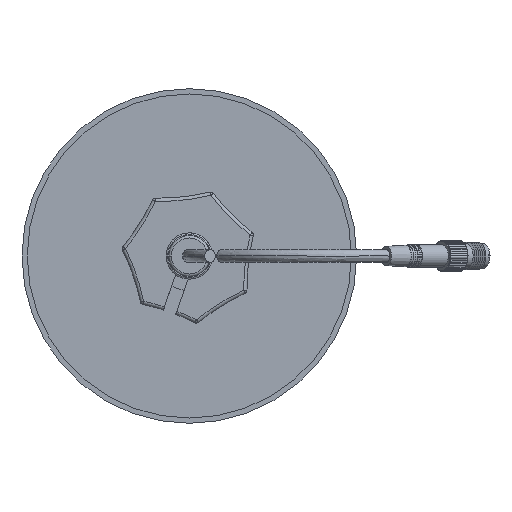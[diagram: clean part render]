
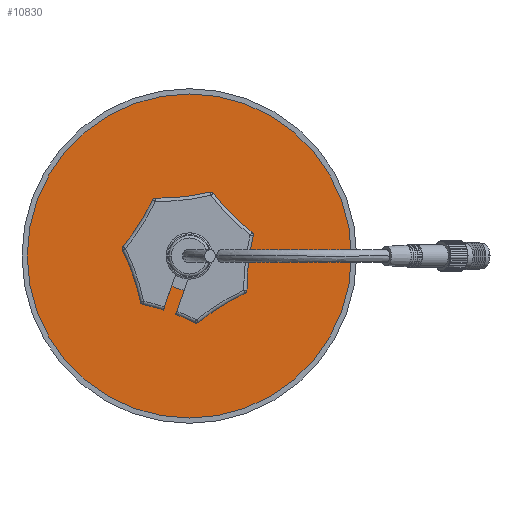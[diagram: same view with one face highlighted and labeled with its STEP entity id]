
A CAD part, front view. The second image highlights one B-rep face of the part: STEP entity #10830.
In plain terms, the highlighted planar face has unit normal (0, -1, 0).
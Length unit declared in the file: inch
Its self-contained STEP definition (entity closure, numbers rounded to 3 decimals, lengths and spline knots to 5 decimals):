
#55 = CIRCLE ( 'NONE', #6384, 2.47864 ) ;
#350 = DIRECTION ( 'NONE',  ( -1., 0., 0. ) ) ;
#355 = DIRECTION ( 'NONE',  ( -1., 0., 0. ) ) ;
#1592 = CARTESIAN_POINT ( 'NONE',  ( 2.47864, 1.60077, 0. ) ) ;
#1663 = CARTESIAN_POINT ( 'NONE',  ( 0., 1.60077, 0. ) ) ;
#2023 = CIRCLE ( 'NONE', #12350, 0.5315 ) ;
#2969 = AXIS2_PLACEMENT_3D ( 'NONE', #9669, #16518, #355 ) ;
#3840 = CIRCLE ( 'NONE', #2969, 0.5315 ) ;
#4103 = EDGE_CURVE ( 'NONE', #13456, #17076, #3840, .T. ) ;
#4334 = ORIENTED_EDGE ( 'NONE', *, *, #17114, .F. ) ;
#4378 = DIRECTION ( 'NONE',  ( 0., 1., 0. ) ) ;
#4842 = VERTEX_POINT ( 'NONE', #14598 ) ;
#6384 = AXIS2_PLACEMENT_3D ( 'NONE', #1663, #4378, #350 ) ;
#7116 = DIRECTION ( 'NONE',  ( -1., 0., 0. ) ) ;
#7127 = CARTESIAN_POINT ( 'NONE',  ( 0., 1.60077, 0. ) ) ;
#7246 = CARTESIAN_POINT ( 'NONE',  ( 2.47864, 1.60077, 0. ) ) ;
#7372 = DIRECTION ( 'NONE',  ( 0., 1., 0. ) ) ;
#8533 = PLANE ( 'NONE',  #8978 ) ;
#8755 = FACE_BOUND ( 'NONE', #11251, .T. ) ;
#8978 = AXIS2_PLACEMENT_3D ( 'NONE', #7246, #7372, #15308 ) ;
#9157 = EDGE_LOOP ( 'NONE', ( #4334, #11857 ) ) ;
#9669 = CARTESIAN_POINT ( 'NONE',  ( 0., 1.60077, 0. ) ) ;
#9942 = DIRECTION ( 'NONE',  ( 0., 1., 0. ) ) ;
#9993 = EDGE_CURVE ( 'NONE', #17076, #13456, #2023, .T. ) ;
#10042 = CIRCLE ( 'NONE', #13692, 2.47864 ) ;
#10830 = ADVANCED_FACE ( 'NONE', ( #14636, #8755 ), #8533, .F. ) ;
#11251 = EDGE_LOOP ( 'NONE', ( #12844, #16781 ) ) ;
#11857 = ORIENTED_EDGE ( 'NONE', *, *, #16470, .F. ) ;
#12350 = AXIS2_PLACEMENT_3D ( 'NONE', #7127, #9942, #16500 ) ;
#12435 = CARTESIAN_POINT ( 'NONE',  ( 0., 1.60077, 0. ) ) ;
#12451 = VERTEX_POINT ( 'NONE', #1592 ) ;
#12844 = ORIENTED_EDGE ( 'NONE', *, *, #4103, .T. ) ;
#13456 = VERTEX_POINT ( 'NONE', #15988 ) ;
#13692 = AXIS2_PLACEMENT_3D ( 'NONE', #12435, #15152, #7116 ) ;
#14598 = CARTESIAN_POINT ( 'NONE',  ( -2.47864, 1.60077, 0. ) ) ;
#14636 = FACE_OUTER_BOUND ( 'NONE', #9157, .T. ) ;
#14996 = CARTESIAN_POINT ( 'NONE',  ( 0.5315, 1.60077, 0. ) ) ;
#15152 = DIRECTION ( 'NONE',  ( 0., 1., 0. ) ) ;
#15308 = DIRECTION ( 'NONE',  ( -1., 0., 0. ) ) ;
#15988 = CARTESIAN_POINT ( 'NONE',  ( -0.5315, 1.60077, 0. ) ) ;
#16470 = EDGE_CURVE ( 'NONE', #12451, #4842, #10042, .T. ) ;
#16500 = DIRECTION ( 'NONE',  ( -1., 0., 0. ) ) ;
#16518 = DIRECTION ( 'NONE',  ( 0., 1., 0. ) ) ;
#16781 = ORIENTED_EDGE ( 'NONE', *, *, #9993, .T. ) ;
#17076 = VERTEX_POINT ( 'NONE', #14996 ) ;
#17114 = EDGE_CURVE ( 'NONE', #4842, #12451, #55, .T. ) ;
